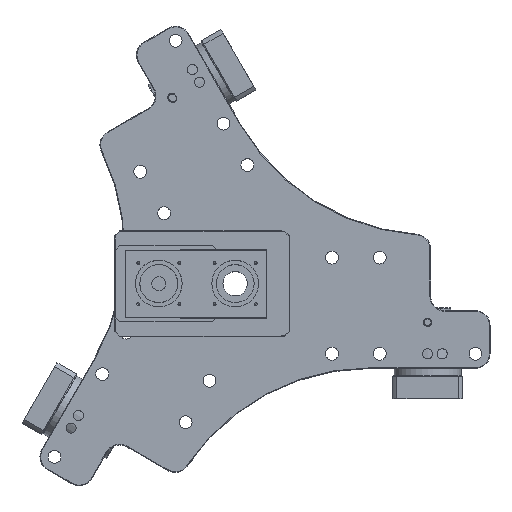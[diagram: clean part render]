
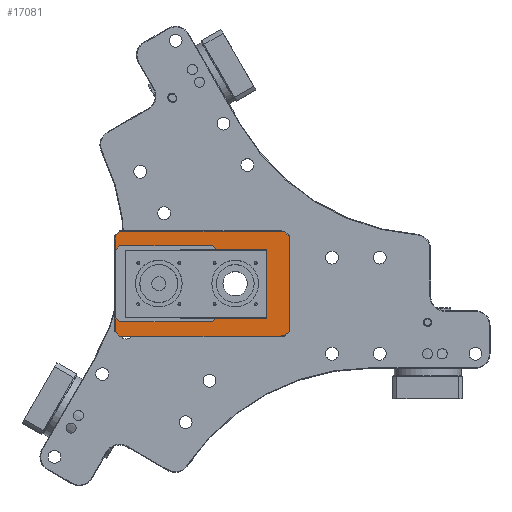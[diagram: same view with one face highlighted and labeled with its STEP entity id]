
A CAD part, top view. The second image highlights one B-rep face of the part: STEP entity #17081.
In plain terms, the highlighted planar face has unit normal (0, 0, 1).
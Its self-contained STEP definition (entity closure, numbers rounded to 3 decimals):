
#450=LINE('',#25487,#1752);
#460=LINE('',#25507,#1762);
#477=LINE('',#25547,#1779);
#541=LINE('',#25707,#1843);
#545=LINE('',#25715,#1847);
#551=LINE('',#25727,#1853);
#553=LINE('',#25731,#1855);
#554=LINE('',#25733,#1856);
#555=LINE('',#25736,#1857);
#556=LINE('',#25738,#1858);
#557=LINE('',#25740,#1859);
#558=LINE('',#25742,#1860);
#559=LINE('',#25744,#1861);
#560=LINE('',#25746,#1862);
#561=LINE('',#25748,#1863);
#562=LINE('',#25750,#1864);
#563=LINE('',#25752,#1865);
#564=LINE('',#25754,#1866);
#565=LINE('',#25756,#1867);
#566=LINE('',#25758,#1868);
#567=LINE('',#25759,#1869);
#568=LINE('',#25760,#1870);
#1752=VECTOR('',#20287,87.3);
#1762=VECTOR('',#20303,86.3);
#1779=VECTOR('',#20338,9.899);
#1843=VECTOR('',#20494,159.);
#1847=VECTOR('',#20500,11.314);
#1853=VECTOR('',#20510,11.314);
#1855=VECTOR('',#20514,159.);
#1856=VECTOR('',#20517,8.485);
#1857=VECTOR('',#20520,25.);
#1858=VECTOR('',#20521,11.314);
#1859=VECTOR('',#20522,277.);
#1860=VECTOR('',#20523,0.742);
#1861=VECTOR('',#20524,5.693);
#1862=VECTOR('',#20525,11.748);
#1863=VECTOR('',#20526,161.902);
#1864=VECTOR('',#20527,11.748);
#1865=VECTOR('',#20528,5.693);
#1866=VECTOR('',#20529,0.742);
#1867=VECTOR('',#20530,277.);
#1868=VECTOR('',#20531,11.314);
#1869=VECTOR('',#20532,25.);
#1870=VECTOR('',#20533,117.);
#3605=FACE_OUTER_BOUND('',#4676,.T.);
#4676=EDGE_LOOP('',(#11133,#11134,#11135,#11136,#11137,#11138,#11139,#11140,
#11141,#11142,#11143,#11144,#11145,#11146,#11147,#11148,#11149,#11150,#11151,
#11152,#11153,#11154));
#6892=VERTEX_POINT('',#25484);
#6893=VERTEX_POINT('',#25486);
#6899=VERTEX_POINT('',#25504);
#6900=VERTEX_POINT('',#25506);
#6914=VERTEX_POINT('',#25546);
#6964=VERTEX_POINT('',#25705);
#6966=VERTEX_POINT('',#25710);
#6969=VERTEX_POINT('',#25721);
#6971=VERTEX_POINT('',#25725);
#6972=VERTEX_POINT('',#25729);
#6973=VERTEX_POINT('',#25735);
#6974=VERTEX_POINT('',#25737);
#6975=VERTEX_POINT('',#25739);
#6976=VERTEX_POINT('',#25741);
#6977=VERTEX_POINT('',#25743);
#6978=VERTEX_POINT('',#25745);
#6979=VERTEX_POINT('',#25747);
#6980=VERTEX_POINT('',#25749);
#6981=VERTEX_POINT('',#25751);
#6982=VERTEX_POINT('',#25753);
#6983=VERTEX_POINT('',#25755);
#6984=VERTEX_POINT('',#25757);
#8440=EDGE_CURVE('',#6893,#6892,#450,.T.);
#8450=EDGE_CURVE('',#6900,#6899,#460,.T.);
#8471=EDGE_CURVE('',#6900,#6914,#477,.T.);
#8553=EDGE_CURVE('',#6914,#6964,#541,.T.);
#8557=EDGE_CURVE('',#6964,#6966,#545,.T.);
#8563=EDGE_CURVE('',#6971,#6969,#551,.T.);
#8565=EDGE_CURVE('',#6969,#6972,#553,.T.);
#8566=EDGE_CURVE('',#6972,#6892,#554,.T.);
#8567=EDGE_CURVE('',#6973,#6971,#555,.T.);
#8568=EDGE_CURVE('',#6974,#6973,#556,.T.);
#8569=EDGE_CURVE('',#6975,#6974,#557,.T.);
#8570=EDGE_CURVE('',#6975,#6976,#558,.T.);
#8571=EDGE_CURVE('',#6977,#6976,#559,.T.);
#8572=EDGE_CURVE('',#6978,#6977,#560,.T.);
#8573=EDGE_CURVE('',#6979,#6978,#561,.T.);
#8574=EDGE_CURVE('',#6980,#6979,#562,.T.);
#8575=EDGE_CURVE('',#6981,#6980,#563,.T.);
#8576=EDGE_CURVE('',#6981,#6982,#564,.T.);
#8577=EDGE_CURVE('',#6983,#6982,#565,.T.);
#8578=EDGE_CURVE('',#6984,#6983,#566,.T.);
#8579=EDGE_CURVE('',#6966,#6984,#567,.T.);
#8580=EDGE_CURVE('',#6899,#6893,#568,.T.);
#11133=ORIENTED_EDGE('',*,*,#8440,.T.);
#11134=ORIENTED_EDGE('',*,*,#8566,.F.);
#11135=ORIENTED_EDGE('',*,*,#8565,.F.);
#11136=ORIENTED_EDGE('',*,*,#8563,.F.);
#11137=ORIENTED_EDGE('',*,*,#8567,.F.);
#11138=ORIENTED_EDGE('',*,*,#8568,.F.);
#11139=ORIENTED_EDGE('',*,*,#8569,.F.);
#11140=ORIENTED_EDGE('',*,*,#8570,.T.);
#11141=ORIENTED_EDGE('',*,*,#8571,.F.);
#11142=ORIENTED_EDGE('',*,*,#8572,.F.);
#11143=ORIENTED_EDGE('',*,*,#8573,.F.);
#11144=ORIENTED_EDGE('',*,*,#8574,.F.);
#11145=ORIENTED_EDGE('',*,*,#8575,.F.);
#11146=ORIENTED_EDGE('',*,*,#8576,.T.);
#11147=ORIENTED_EDGE('',*,*,#8577,.F.);
#11148=ORIENTED_EDGE('',*,*,#8578,.F.);
#11149=ORIENTED_EDGE('',*,*,#8579,.F.);
#11150=ORIENTED_EDGE('',*,*,#8557,.F.);
#11151=ORIENTED_EDGE('',*,*,#8553,.F.);
#11152=ORIENTED_EDGE('',*,*,#8471,.F.);
#11153=ORIENTED_EDGE('',*,*,#8450,.T.);
#11154=ORIENTED_EDGE('',*,*,#8580,.T.);
#15476=PLANE('',#18242);
#17081=ADVANCED_FACE('',(#3605),#15476,.F.);
#18242=AXIS2_PLACEMENT_3D('',#25734,#20518,#20519);
#20287=DIRECTION('',(-1.,0.,0.));
#20303=DIRECTION('',(1.,0.,0.));
#20338=DIRECTION('',(-0.707,0.707,0.));
#20494=DIRECTION('',(-1.,0.,0.));
#20500=DIRECTION('',(-0.707,-0.707,0.));
#20510=DIRECTION('',(0.707,-0.707,0.));
#20514=DIRECTION('',(1.,0.,0.));
#20517=DIRECTION('',(0.707,0.707,0.));
#20518=DIRECTION('center_axis',(0.,0.,
-1.));
#20519=DIRECTION('ref_axis',(1.,0.,0.));
#20520=DIRECTION('',(0.,1.,0.));
#20521=DIRECTION('',(-0.707,0.707,0.));
#20522=DIRECTION('',(-1.,0.,0.));
#20523=DIRECTION('',(0.,1.,0.));
#20524=DIRECTION('',(-1.,0.,0.));
#20525=DIRECTION('',(-0.707,-0.707,0.));
#20526=DIRECTION('',(0.,-1.,0.));
#20527=DIRECTION('',(0.707,-0.707,0.));
#20528=DIRECTION('',(1.,0.,0.));
#20529=DIRECTION('',(0.,1.,0.));
#20530=DIRECTION('',(1.,0.,0.));
#20531=DIRECTION('',(0.707,0.707,0.));
#20532=DIRECTION('',(0.,1.,0.));
#20533=DIRECTION('',(0.,-1.,0.));
#25484=CARTESIAN_POINT('',(-33.,-59.,227.8));
#25486=CARTESIAN_POINT('',(54.3,-59.,227.8));
#25487=CARTESIAN_POINT('',(54.3,-59.,227.8));
#25504=CARTESIAN_POINT('',(54.3,58.,227.8));
#25506=CARTESIAN_POINT('',(-32.,58.,227.8));
#25507=CARTESIAN_POINT('',(-32.,58.,227.8));
#25546=CARTESIAN_POINT('',(-39.,65.,227.8));
#25547=CARTESIAN_POINT('',(-32.,58.,227.8));
#25705=CARTESIAN_POINT('',(-198.,65.,227.8));
#25707=CARTESIAN_POINT('',(-39.,65.,227.8));
#25710=CARTESIAN_POINT('',(-206.,57.,227.8));
#25715=CARTESIAN_POINT('',(-198.,65.,227.8));
#25721=CARTESIAN_POINT('',(-198.,-65.,227.8));
#25725=CARTESIAN_POINT('',(-206.,-57.,227.8));
#25727=CARTESIAN_POINT('',(-206.,-57.,227.8));
#25729=CARTESIAN_POINT('',(-39.,-65.,227.8));
#25731=CARTESIAN_POINT('',(-198.,-65.,227.8));
#25733=CARTESIAN_POINT('',(-39.,-65.,227.8));
#25734=CARTESIAN_POINT('Origin',(-288.,0.,227.8));
#25735=CARTESIAN_POINT('',(-206.,-82.,227.8));
#25736=CARTESIAN_POINT('',(-206.,-82.,227.8));
#25737=CARTESIAN_POINT('',(-198.,-90.,227.8));
#25738=CARTESIAN_POINT('',(-198.,-90.,227.8));
#25739=CARTESIAN_POINT('',(79.,-90.,227.8));
#25740=CARTESIAN_POINT('',(79.,-90.,227.8));
#25741=CARTESIAN_POINT('',(79.,-89.258,227.8));
#25742=CARTESIAN_POINT('',(79.,-90.,227.8));
#25743=CARTESIAN_POINT('',(84.693,-89.258,227.8));
#25744=CARTESIAN_POINT('',(84.693,-89.258,227.8));
#25745=CARTESIAN_POINT('',(93.,-80.951,227.8));
#25746=CARTESIAN_POINT('',(93.,-80.951,227.8));
#25747=CARTESIAN_POINT('',(93.,80.951,227.8));
#25748=CARTESIAN_POINT('',(93.,80.951,227.8));
#25749=CARTESIAN_POINT('',(84.693,89.258,227.8));
#25750=CARTESIAN_POINT('',(84.693,89.258,227.8));
#25751=CARTESIAN_POINT('',(79.,89.258,227.8));
#25752=CARTESIAN_POINT('',(79.,89.258,227.8));
#25753=CARTESIAN_POINT('',(79.,90.,227.8));
#25754=CARTESIAN_POINT('',(79.,89.258,227.8));
#25755=CARTESIAN_POINT('',(-198.,90.,227.8));
#25756=CARTESIAN_POINT('',(-198.,90.,227.8));
#25757=CARTESIAN_POINT('',(-206.,82.,227.8));
#25758=CARTESIAN_POINT('',(-206.,82.,227.8));
#25759=CARTESIAN_POINT('',(-206.,57.,227.8));
#25760=CARTESIAN_POINT('',(54.3,58.,227.8));
